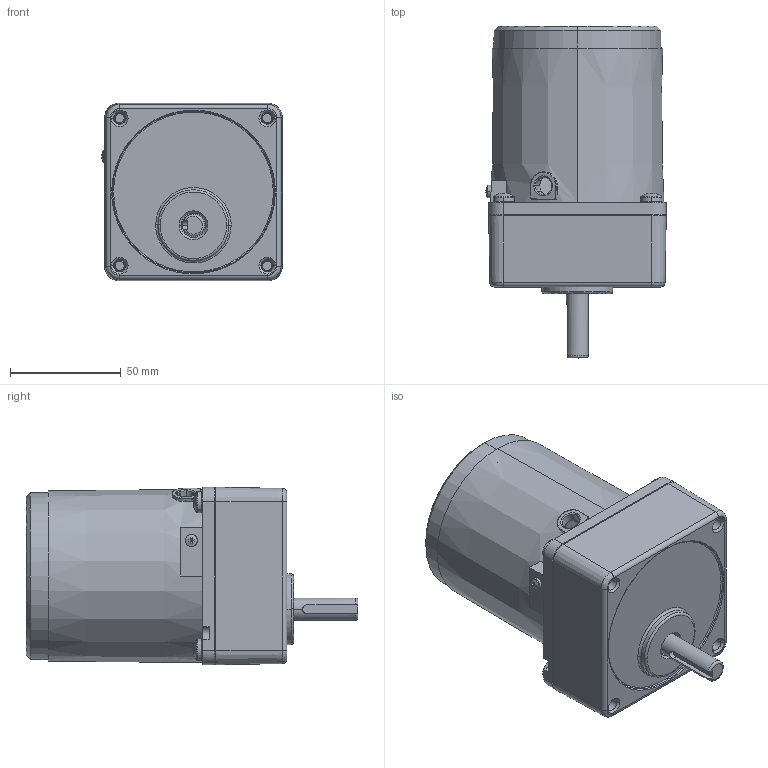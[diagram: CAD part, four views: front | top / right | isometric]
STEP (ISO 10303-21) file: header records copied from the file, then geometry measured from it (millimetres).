
FILE_DESCRIPTION (( 'STEP AP203' ), '1' );
FILE_NAME ('ASM0018_ASM.STEP', '2015-12-10T05:26:07', ( '微软用户' ), ( '微软中国' ), 'SwSTEP 2.0', 'SolidWorks 2009', '' );
FILE_SCHEMA (( 'CONFIG_CONTROL_DESIGN' ));
Length unit declared in the file: millimetre
Products named in the file (11): PRT0089; PRT0088; PRT0087; PRT0092; ASM0018_ASM; ASM0019_ASM; PRT0091; PRT0090; PRT0086; ASM0020_ASM; PRT0084
Assembly tree (10 placements, depth 4):
  ASM0018_ASM
    ASM0019_ASM
      PRT0089
      ASM0020_ASM
        PRT0084
      PRT0091
      PRT0090
      PRT0087
      PRT0088
      PRT0086
    PRT0092
Bounding box: 81.32 x 149.5 x 80 mm (x, y, z)
Volume: 326151.6 mm3; surface area: 88026.8 mm2
Topology: 8 solids, 8 shells, 1049 faces, 2308 edges, 1280 vertices
Faces by surface type: cone 530, cylinder 295, plane 158, bspline 66
Entity records: 31569 total; most frequent: CARTESIAN_POINT 7650, DIRECTION 5116, ORIENTED_EDGE 4550, EDGE_CURVE 2275, AXIS2_PLACEMENT_3D 2050, VERTEX_POINT 1280, EDGE_LOOP 1107, CIRCLE 1052
